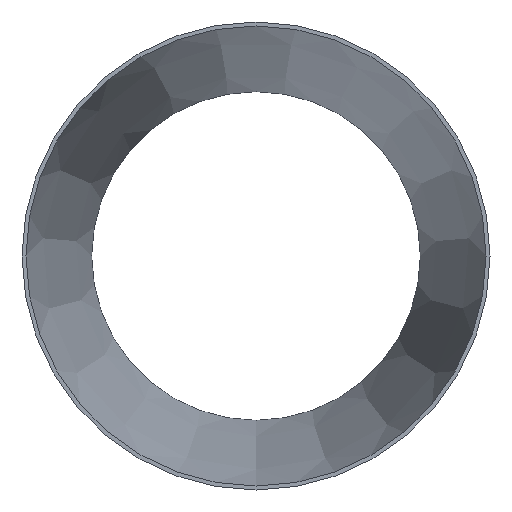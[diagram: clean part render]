
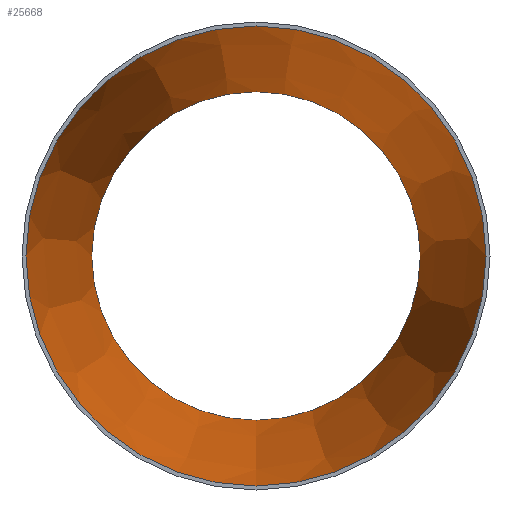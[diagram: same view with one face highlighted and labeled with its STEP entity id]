
A CAD part, front view. The second image highlights one B-rep face of the part: STEP entity #25668.
In plain terms, the highlighted conical face has half-angle 8.616 degrees and reference radius 174.966 mm.
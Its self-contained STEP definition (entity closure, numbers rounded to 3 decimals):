
#1824 = CONICAL_SURFACE ( 'NONE', #33025, 174.966, 0.15 ) ;
#5260 = EDGE_CURVE ( 'NONE', #42842, #42842, #35914, .T. ) ;
#7321 = CARTESIAN_POINT ( 'NONE',  ( 0., 330., -124.966 ) ) ;
#10968 = EDGE_LOOP ( 'NONE', ( #42177 ) ) ;
#13089 = FACE_OUTER_BOUND ( 'NONE', #18056, .T. ) ;
#17642 = AXIS2_PLACEMENT_3D ( 'NONE', #35283, #31496, #38373 ) ;
#18056 = EDGE_LOOP ( 'NONE', ( #43151 ) ) ;
#20089 = CARTESIAN_POINT ( 'NONE',  ( 0., 330., 0. ) ) ;
#25668 = ADVANCED_FACE ( 'NONE', ( #31229, #13089 ), #1824, .F. ) ;
#28781 = VERTEX_POINT ( 'NONE', #7321 ) ;
#29705 = EDGE_CURVE ( 'NONE', #28781, #28781, #41468, .T. ) ;
#31229 = FACE_BOUND ( 'NONE', #10968, .T. ) ;
#31496 = DIRECTION ( 'NONE',  ( 0., -1., 0. ) ) ;
#33025 = AXIS2_PLACEMENT_3D ( 'NONE', #37870, #45733, #42404 ) ;
#35283 = CARTESIAN_POINT ( 'NONE',  ( 0., 0., 0. ) ) ;
#35914 = CIRCLE ( 'NONE', #17642, 174.966 ) ;
#36126 = AXIS2_PLACEMENT_3D ( 'NONE', #20089, #46038, #45342 ) ;
#37870 = CARTESIAN_POINT ( 'NONE',  ( 0., 0., 0. ) ) ;
#38373 = DIRECTION ( 'NONE',  ( 0., 0., -1. ) ) ;
#39955 = CARTESIAN_POINT ( 'NONE',  ( 0., 0., -174.966 ) ) ;
#41468 = CIRCLE ( 'NONE', #36126, 124.966 ) ;
#42177 = ORIENTED_EDGE ( 'NONE', *, *, #29705, .F. ) ;
#42404 = DIRECTION ( 'NONE',  ( 0., 0., -1. ) ) ;
#42842 = VERTEX_POINT ( 'NONE', #39955 ) ;
#43151 = ORIENTED_EDGE ( 'NONE', *, *, #5260, .T. ) ;
#45342 = DIRECTION ( 'NONE',  ( 0., 0., -1. ) ) ;
#45733 = DIRECTION ( 'NONE',  ( 0., -1., 0. ) ) ;
#46038 = DIRECTION ( 'NONE',  ( 0., -1., 0. ) ) ;
